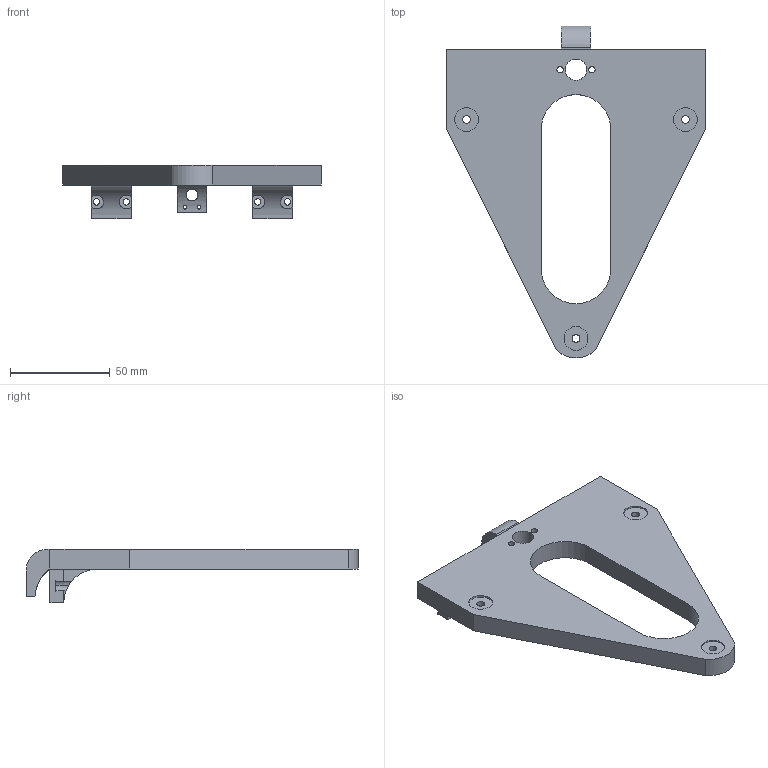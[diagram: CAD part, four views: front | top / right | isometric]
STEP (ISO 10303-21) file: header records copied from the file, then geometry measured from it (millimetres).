
FILE_DESCRIPTION(('FreeCAD Model'),'2;1');
FILE_NAME('Open CASCADE Shape Model','2023-07-05T02:17:10',('Author'),( ''),'Open CASCADE STEP processor 7.6','FreeCAD','Unknown');
FILE_SCHEMA(('AUTOMOTIVE_DESIGN { 1 0 10303 214 1 1 1 1 }'));
Length unit declared in the file: millimetre
Products named in the file (1): bed_frame
Bounding box: 130 x 166.8 x 27 mm (x, y, z)
Volume: 108396.7 mm3; surface area: 31566.7 mm2
Topology: 1 solids, 1 shells, 83 faces, 222 edges, 144 vertices
Faces by surface type: plane 54, cylinder 29
Full cylindrical faces by diameter (mm): 1.8 x2, 3.2 x6, 4 x3, 6 x1, 10.8 x1, 12 x3
Entity records: 6906 total; most frequent: CARTESIAN_POINT 2415, DIRECTION 830, LINE 525, VECTOR 525, ORIENTED_EDGE 444, PCURVE 444, DEFINITIONAL_REPRESENTATION 444, EDGE_CURVE 222
